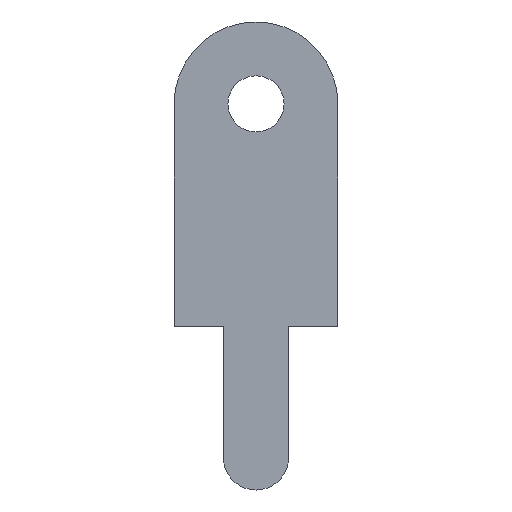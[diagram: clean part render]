
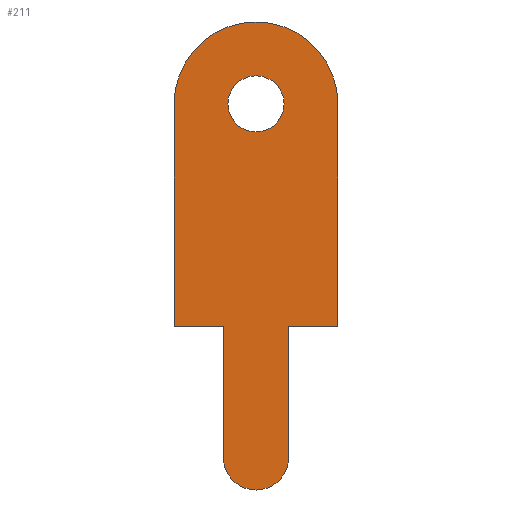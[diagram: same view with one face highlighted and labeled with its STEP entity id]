
A CAD part, front view. The second image highlights one B-rep face of the part: STEP entity #211.
In plain terms, the highlighted planar face has unit normal (0, -1, 0).
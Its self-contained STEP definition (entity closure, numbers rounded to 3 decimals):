
#22=VERTEX_POINT('',#23);
#23=CARTESIAN_POINT('',(-0.7,-0.3,0.));
#35=VECTOR('',#36,1.);
#36=DIRECTION('',(-1.,0.,0.));
#39=VERTEX_POINT('',#40);
#40=CARTESIAN_POINT('',(-1.75,-0.3,0.));
#44=EDGE_CURVE('',#22,#39,#45,.T.);
#45=LINE('',#23,#35);
#58=VECTOR('',#59,1.);
#59=DIRECTION('',(0.,0.,1.));
#62=VERTEX_POINT('',#63);
#63=CARTESIAN_POINT('',(-1.75,-0.3,4.75));
#66=EDGE_CURVE('',#39,#62,#67,.T.);
#67=LINE('',#40,#58);
#82=DIRECTION('',(0.,1.,0.));
#85=VERTEX_POINT('',#86);
#86=CARTESIAN_POINT('',(1.75,-0.3,4.75));
#89=EDGE_CURVE('',#62,#85,#90,.T.);
#90=CIRCLE('',#91,1.75);
#91=AXIS2_PLACEMENT_3D('',#92,#82,#36);
#92=CARTESIAN_POINT('',(0.,-0.3,4.75));
#105=VECTOR('',#106,1.);
#106=DIRECTION('',(0.,0.,-1.));
#109=VERTEX_POINT('',#110);
#110=CARTESIAN_POINT('',(1.75,-0.3,0.));
#114=EDGE_CURVE('',#85,#109,#115,.T.);
#115=LINE('',#86,#105);
#131=VERTEX_POINT('',#132);
#132=CARTESIAN_POINT('',(0.7,-0.3,0.));
#136=EDGE_CURVE('',#109,#131,#137,.T.);
#137=LINE('',#110,#35);
#151=VERTEX_POINT('',#152);
#152=CARTESIAN_POINT('',(0.7,-0.3,-2.8));
#155=EDGE_CURVE('',#131,#151,#156,.T.);
#156=LINE('',#132,#105);
#172=VERTEX_POINT('',#173);
#173=CARTESIAN_POINT('',(-0.7,-0.3,-2.8));
#176=EDGE_CURVE('',#151,#172,#177,.T.);
#177=CIRCLE('',#178,0.7);
#178=AXIS2_PLACEMENT_3D('',#179,#82,#36);
#179=CARTESIAN_POINT('',(0.,-0.3,-2.8));
#188=ORIENTED_EDGE('',*,*,#189,.F.);
#189=EDGE_CURVE('',#22,#172,#190,.T.);
#190=LINE('',#23,#105);
#198=VERTEX_POINT('',#199);
#199=CARTESIAN_POINT('',(-0.6,-0.3,4.75));
#207=ORIENTED_EDGE('',*,*,#208,.F.);
#208=EDGE_CURVE('',#198,#198,#209,.T.);
#209=CIRCLE('',#91,0.6);
#211=ADVANCED_FACE('',(#212,#221),#223,.F.);
#212=FACE_BOUND('',#213,.F.);
#213=EDGE_LOOP('',(#214,#215,#216,#217,#218,#219,#220,#188));
#214=ORIENTED_EDGE('',*,*,#44,.T.);
#215=ORIENTED_EDGE('',*,*,#66,.T.);
#216=ORIENTED_EDGE('',*,*,#89,.T.);
#217=ORIENTED_EDGE('',*,*,#114,.T.);
#218=ORIENTED_EDGE('',*,*,#136,.T.);
#219=ORIENTED_EDGE('',*,*,#155,.T.);
#220=ORIENTED_EDGE('',*,*,#176,.T.);
#221=FACE_BOUND('',#222,.F.);
#222=EDGE_LOOP('',(#207));
#223=PLANE('',#224);
#224=AXIS2_PLACEMENT_3D('',#225,#226,#227);
#225=CARTESIAN_POINT('',(0.,-0.3,1.557));
#226=DIRECTION('',(0.,1.,0.));
#227=DIRECTION('',(0.,0.,1.));
